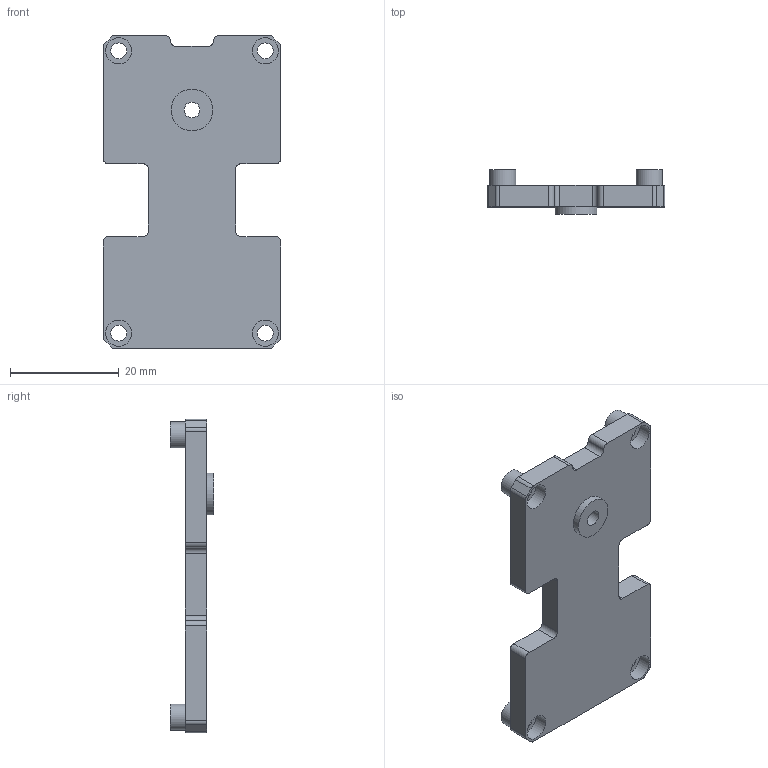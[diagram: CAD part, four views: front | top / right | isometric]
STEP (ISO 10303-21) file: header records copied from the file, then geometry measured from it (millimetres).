
FILE_DESCRIPTION(/* description */ ('STEP AP242','CAx-IF Rec.Pracs.---Representation and Presentation of Product Manufacturing Information (PMI)---4.0---2014-10-13','CAx-IF Rec.Pracs.---3D Tessellated Geometry---0.4---2014-09-14','2;1'),/* implementation_level */ '2;1');
FILE_NAME(/* name */ '66b1dd8600147d2c44dcf9e7',/* time_stamp */ '2024-08-06T08:23:35Z',/* author */ (''),/* organization */ (''),/* preprocessor_version */ 'ST-DEVELOPER v20',/* originating_system */ ' ',/* authorisation */ ' ');
FILE_SCHEMA (('AP242_MANAGED_MODEL_BASED_3D_ENGINEERING_MIM_LF { 1 0 10303 442 1 1 4 }'));
Length unit declared in the file: metre
Products named in the file (1): Part 1
Bounding box: 32.7 x 8.1 x 57.7 mm (x, y, z)
Volume: 6447.7 mm3; surface area: 4632.5 mm2
Topology: 1 solids, 1 shells, 68 faces, 176 edges, 120 vertices
Faces by surface type: plane 34, cylinder 34
Full cylindrical faces by diameter (mm): 2.9 x5, 4.8 x8, 7.7 x1
Entity records: 2012 total; most frequent: DIRECTION 360, CARTESIAN_POINT 335, ORIENTED_EDGE 308, EDGE_CURVE 154, AXIS2_PLACEMENT_3D 137, VERTEX_POINT 112, EDGE_LOOP 102, FACE_BOUND 102
